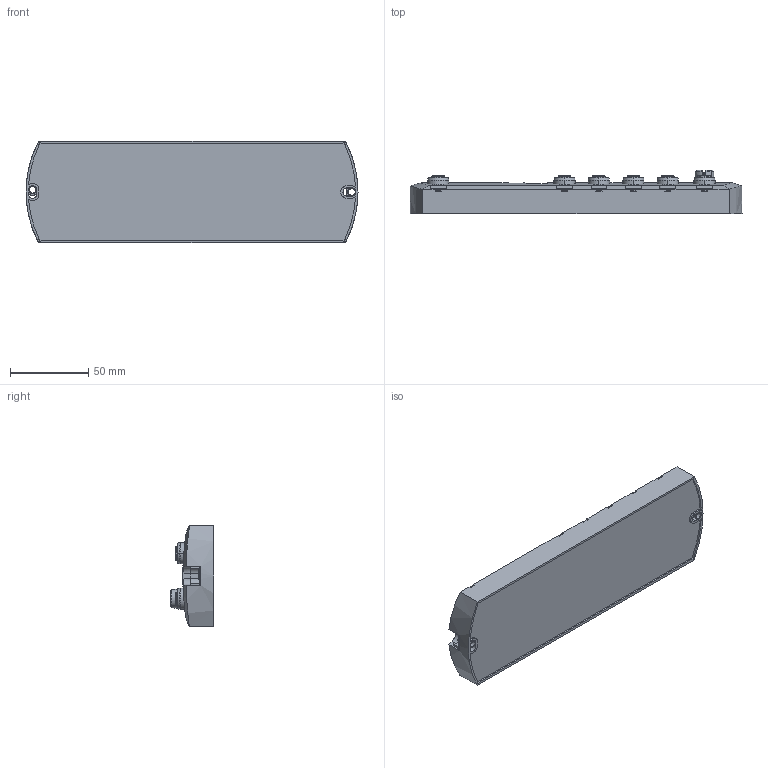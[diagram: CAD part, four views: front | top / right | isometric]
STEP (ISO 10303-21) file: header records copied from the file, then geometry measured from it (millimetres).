
FILE_DESCRIPTION((''),'2;1');
FILE_NAME('CAD-6814_SW0001','2020-02-13T13:39:17',('creinig-se'),(''),'CREO PARAMETRIC BY PTC INC, 2019292','CREO PARAMETRIC BY PTC INC, 2019292','');
FILE_SCHEMA(('CONFIG_CONTROL_DESIGN','SHAPE_APPEARANCE_LAYERS_GROUPS'));
Products named in the file (1): CAD-6814_SW0001
Bounding box: 212 x 27.8 x 65 mm (x, y, z)
Volume: 233195.9 mm3; surface area: 58918.5 mm2
Topology: 3 solids, 3 shells, 2950 faces, 7712 edges, 4976 vertices
Faces by surface type: plane 1793, cylinder 659, cone 325, torus 144, bspline 29
Entity records: 118441 total; most frequent: CARTESIAN_POINT 24418, ORIENTED_EDGE 15418, DIRECTION 14935, EDGE_CURVE 7709, VECTOR 5241, LINE 5241, VERTEX_POINT 4970, AXIS2_PLACEMENT_3D 4847
